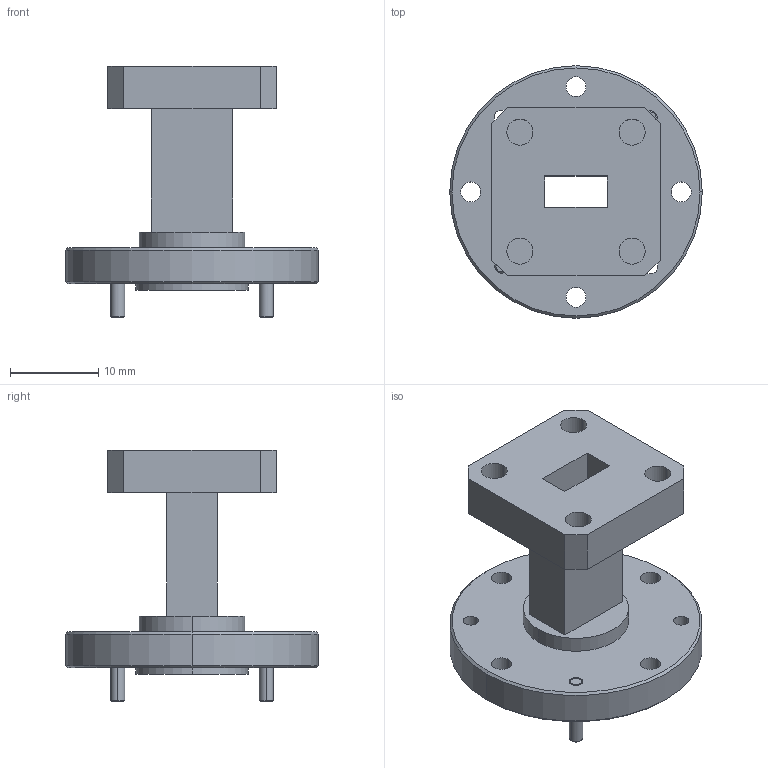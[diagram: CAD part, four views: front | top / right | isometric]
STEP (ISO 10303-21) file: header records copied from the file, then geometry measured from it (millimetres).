
FILE_DESCRIPTION (( 'STEP AP203' ), '1' );
FILE_NAME ('DMWR-28-301-1.STEP', '2017-07-18T22:23:37', ( '' ), ( '' ), 'SwSTEP 2.0', 'SolidWorks 2013', '' );
FILE_SCHEMA (( 'CONFIG_CONTROL_DESIGN' ));
Length unit declared in the file: inch
Products named in the file (1): DMWR-28-301-1
Bounding box: 28.57 x 28.57 x 28.51 mm (x, y, z)
Volume: 4502.7 mm3; surface area: 3948.3 mm2
Topology: 3 solids, 3 shells, 92 faces, 216 edges, 138 vertices
Faces by surface type: cylinder 42, plane 30, cone 20
Entity records: 2789 total; most frequent: DIRECTION 508, CARTESIAN_POINT 447, ORIENTED_EDGE 432, EDGE_CURVE 216, AXIS2_PLACEMENT_3D 199, VERTEX_POINT 138, EDGE_LOOP 126, LINE 110
